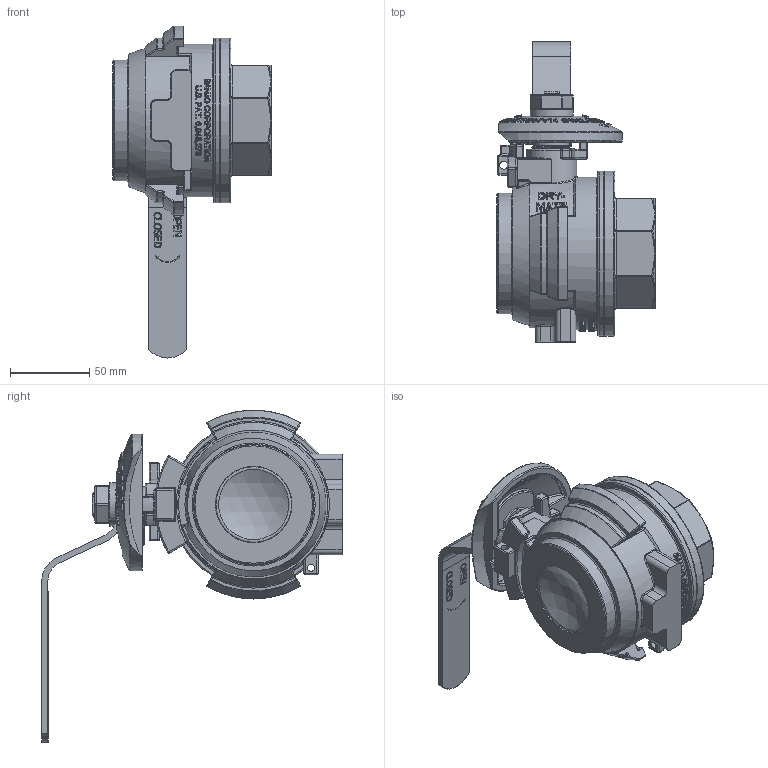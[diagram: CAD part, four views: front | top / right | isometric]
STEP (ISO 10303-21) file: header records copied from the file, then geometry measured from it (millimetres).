
FILE_DESCRIPTION(/* description */ ('2" FP SS MALE DRYMATE'),/* implementation_level */ '2;1');
FILE_NAME(/* name */ 'DM220ASS.stp',/* time_stamp */ '2016-11-29T13:28:46-05:00',/* author */ ('ALR'),/* organization */ (''),/* preprocessor_version */ 'ST-DEVELOPER v16.5',/* originating_system */ 'Autodesk Inventor 2017',/* authorisation */ '');
FILE_SCHEMA (('AUTOMOTIVE_DESIGN { 1 0 10303 214 3 1 1 }'));
Products named in the file (21): DM220ASS; DM220ASSX; DM25254MSS; DB20281; DM25153SSM; DM25151SS; DM25155SS; DM25204SS; DM25255SSH; DM25256SS; DM25288MSS; VSS15020; VSS15021; VSS15060; VSS15159; VSS15160; VSS15160M; VSS15160S; VSS15160F; DM25258FV1; DM25258FV2
Assembly tree (21 placements, depth 4):
  DM220ASS
    DM220ASSX
      DM25254MSS
      DB20281  x2
      DM25153SSM
      DM25151SS
      DM25155SS
      DM25204SS
      DM25255SSH
      DM25256SS
      DM25288MSS
      VSS15020
      VSS15021
      VSS15060
      VSS15159
      VSS15160
        VSS15160M
        VSS15160S
        VSS15160F
      DM25258FV1
      DM25258FV2
Bounding box: 99.82 x 189.7 x 209.68 mm (x, y, z)
Volume: 417502.1 mm3; surface area: 219510.8 mm2
Topology: 22 solids, 22 shells, 2463 faces, 6235 edges, 3959 vertices
Faces by surface type: plane 857, bspline 787, cylinder 472, sphere 172, torus 115, cone 60
Full cylindrical faces by diameter (mm): 4.572 x1, 5.08 x1, 16.825 x2, 16.993 x1, 17.018 x3, 17.17 x1, 17.526 x2, 19.99 x1, 20.066 x1, 21.336 x1, 22.261 x2, 22.606 x1, 23.19 x3, 23.368 x4, 48.26 x1, 50.038 x2, 50.8 x2, 55.55 x1, 55.77 x1, 68.072 x3, 68.199 x1, 76.2 x1, 83.566 x2, 83.82 x1, 86.792 x5, 88.9 x1, 89.281 x1, 93.802 x1, 93.98 x2, 96.52 x1
Entity records: 102829 total; most frequent: CARTESIAN_POINT 46448, ORIENTED_EDGE 12134, DIRECTION 9904, EDGE_CURVE 6067, VERTEX_POINT 3917, AXIS2_PLACEMENT_3D 3749, EDGE_LOOP 2750, FACE_OUTER_BOUND 2451
